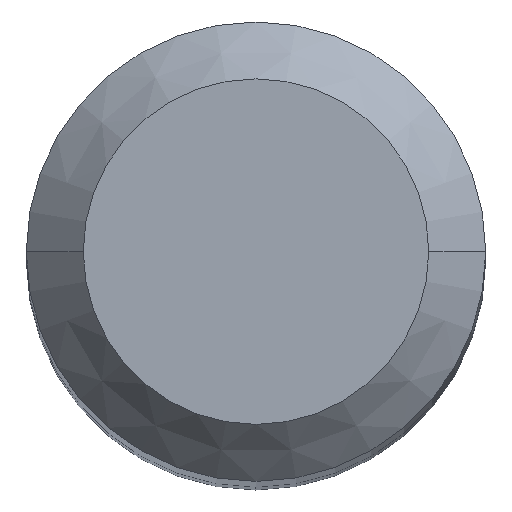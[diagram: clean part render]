
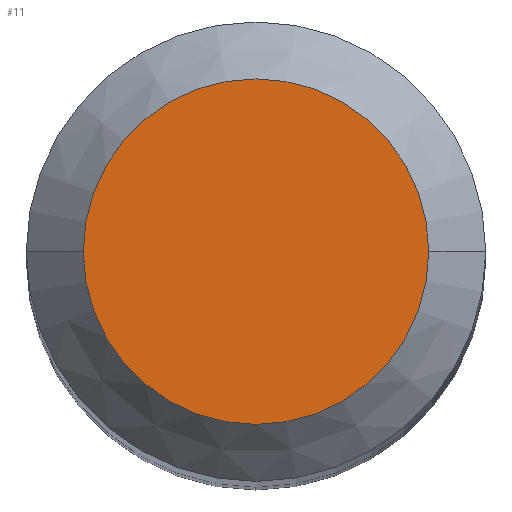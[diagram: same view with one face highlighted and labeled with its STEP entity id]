
A CAD part, top view. The second image highlights one B-rep face of the part: STEP entity #11.
In plain terms, the highlighted planar face has unit normal (0, 0, 1).
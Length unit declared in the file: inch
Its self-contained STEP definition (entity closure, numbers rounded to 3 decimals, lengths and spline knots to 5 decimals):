
#11 = ADVANCED_FACE ( 'NONE', ( #191 ), #286, .F. ) ;
#19 = VERTEX_POINT ( 'NONE', #195 ) ;
#42 = DIRECTION ( 'NONE',  ( 0., 0., 1. ) ) ;
#69 = CARTESIAN_POINT ( 'NONE',  ( 0., 0., 0. ) ) ;
#82 = DIRECTION ( 'NONE',  ( -1., 0., 0. ) ) ;
#102 = AXIS2_PLACEMENT_3D ( 'NONE', #69, #42, #103 ) ;
#103 = DIRECTION ( 'NONE',  ( 1., 0., 0. ) ) ;
#110 = CARTESIAN_POINT ( 'NONE',  ( 0., 0., 0. ) ) ;
#129 = EDGE_CURVE ( 'NONE', #19, #378, #131, .T. ) ;
#131 = CIRCLE ( 'NONE', #265, 0.09475 ) ;
#157 = CARTESIAN_POINT ( 'NONE',  ( 0.09475, 0., 0. ) ) ;
#191 = FACE_OUTER_BOUND ( 'NONE', #389, .T. ) ;
#195 = CARTESIAN_POINT ( 'NONE',  ( -0.09475, 0., 0. ) ) ;
#205 = CARTESIAN_POINT ( 'NONE',  ( 0., 0., 0. ) ) ;
#228 = DIRECTION ( 'NONE',  ( 0., 0., -1. ) ) ;
#237 = DIRECTION ( 'NONE',  ( 1., 0., 0. ) ) ;
#263 = ORIENTED_EDGE ( 'NONE', *, *, #129, .T. ) ;
#265 = AXIS2_PLACEMENT_3D ( 'NONE', #205, #366, #237 ) ;
#286 = PLANE ( 'NONE',  #350 ) ;
#323 = ORIENTED_EDGE ( 'NONE', *, *, #352, .T. ) ;
#331 = CIRCLE ( 'NONE', #102, 0.09475 ) ;
#350 = AXIS2_PLACEMENT_3D ( 'NONE', #110, #228, #82 ) ;
#352 = EDGE_CURVE ( 'NONE', #378, #19, #331, .T. ) ;
#366 = DIRECTION ( 'NONE',  ( 0., 0., 1. ) ) ;
#378 = VERTEX_POINT ( 'NONE', #157 ) ;
#389 = EDGE_LOOP ( 'NONE', ( #263, #323 ) ) ;
